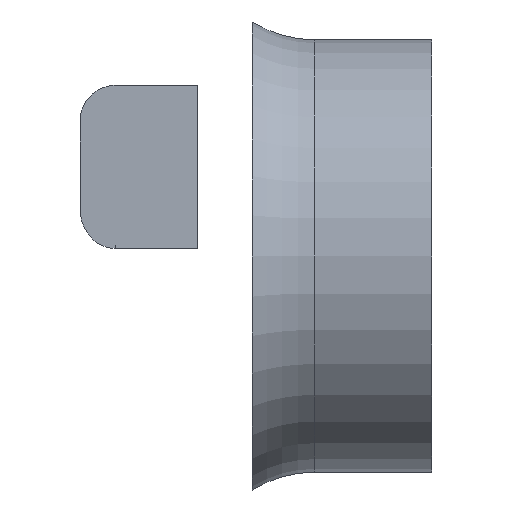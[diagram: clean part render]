
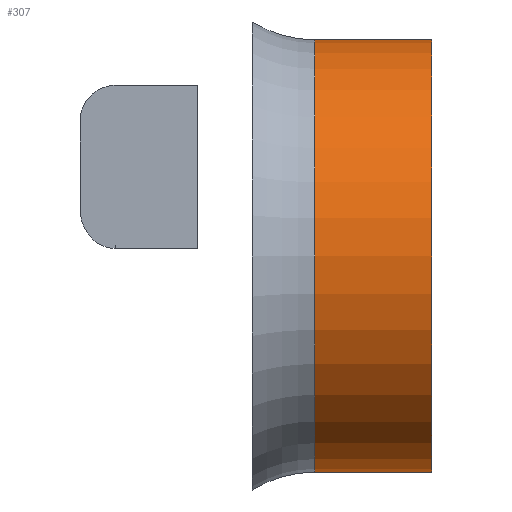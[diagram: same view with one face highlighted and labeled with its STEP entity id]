
A CAD part, front view. The second image highlights one B-rep face of the part: STEP entity #307.
In plain terms, the highlighted cylindrical face has radius 9.215 mm (diameter 18.43 mm), a full revolution.
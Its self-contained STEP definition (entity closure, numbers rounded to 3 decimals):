
#26=CYLINDRICAL_SURFACE('',#364,9.215);
#33=CIRCLE('',#348,9.215);
#34=CIRCLE('',#349,9.215);
#45=CIRCLE('',#365,9.215);
#46=CIRCLE('',#366,9.215);
#72=FACE_OUTER_BOUND('',#93,.T.);
#93=EDGE_LOOP('',(#264,#265,#266,#267,#268,#269));
#114=LINE('',#564,#130);
#130=VECTOR('',#456,9.215);
#144=VERTEX_POINT('',#532);
#145=VERTEX_POINT('',#533);
#156=VERTEX_POINT('',#563);
#157=VERTEX_POINT('',#565);
#180=EDGE_CURVE('',#144,#145,#33,.T.);
#181=EDGE_CURVE('',#145,#144,#34,.T.);
#194=EDGE_CURVE('',#145,#156,#114,.T.);
#195=EDGE_CURVE('',#157,#156,#45,.T.);
#196=EDGE_CURVE('',#156,#157,#46,.T.);
#264=ORIENTED_EDGE('',*,*,#180,.F.);
#265=ORIENTED_EDGE('',*,*,#181,.F.);
#266=ORIENTED_EDGE('',*,*,#194,.T.);
#267=ORIENTED_EDGE('',*,*,#195,.F.);
#268=ORIENTED_EDGE('',*,*,#196,.F.);
#269=ORIENTED_EDGE('',*,*,#194,.F.);
#307=ADVANCED_FACE('',(#72),#26,.T.);
#348=AXIS2_PLACEMENT_3D('',#534,#420,#421);
#349=AXIS2_PLACEMENT_3D('',#535,#422,#423);
#364=AXIS2_PLACEMENT_3D('',#562,#454,#455);
#365=AXIS2_PLACEMENT_3D('',#566,#457,#458);
#366=AXIS2_PLACEMENT_3D('',#567,#459,#460);
#420=DIRECTION('center_axis',(1.,0.,0.));
#421=DIRECTION('ref_axis',(0.,0.,-1.));
#422=DIRECTION('center_axis',(1.,0.,0.));
#423=DIRECTION('ref_axis',(0.,0.,-1.));
#454=DIRECTION('center_axis',(1.,0.,0.));
#455=DIRECTION('ref_axis',(0.,0.,-1.));
#456=DIRECTION('',(-1.,0.,0.));
#457=DIRECTION('center_axis',(-1.,0.,0.));
#458=DIRECTION('ref_axis',(0.,0.,1.));
#459=DIRECTION('center_axis',(-1.,0.,0.));
#460=DIRECTION('ref_axis',(0.,0.,1.));
#532=CARTESIAN_POINT('',(15.,50.45,-23.665));
#533=CARTESIAN_POINT('',(15.,50.45,-5.235));
#534=CARTESIAN_POINT('Origin',(15.,50.45,-14.45));
#535=CARTESIAN_POINT('Origin',(15.,50.45,-14.45));
#562=CARTESIAN_POINT('Origin',(5.,50.45,-14.45));
#563=CARTESIAN_POINT('',(10.,50.45,-5.235));
#564=CARTESIAN_POINT('',(5.,50.45,-5.235));
#565=CARTESIAN_POINT('',(10.,50.45,-23.665));
#566=CARTESIAN_POINT('Origin',(10.,50.45,-14.45));
#567=CARTESIAN_POINT('Origin',(10.,50.45,-14.45));
